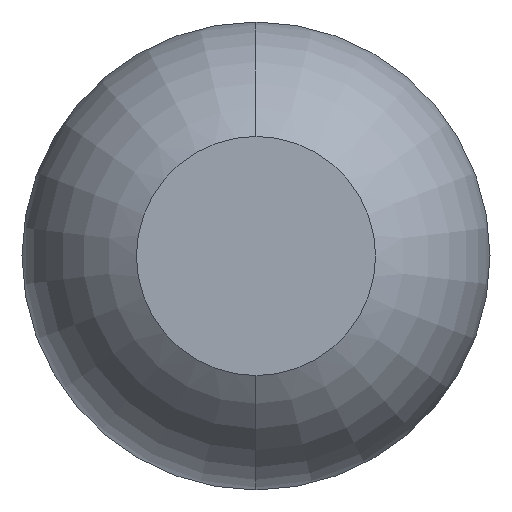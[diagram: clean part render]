
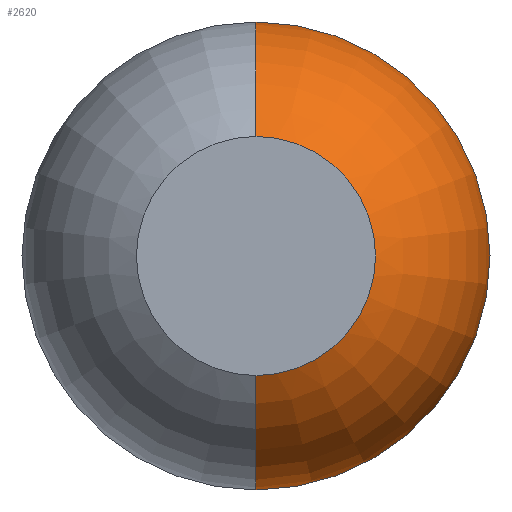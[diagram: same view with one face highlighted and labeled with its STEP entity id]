
A CAD part, front view. The second image highlights one B-rep face of the part: STEP entity #2620.
In plain terms, the highlighted toroidal (fillet/blend) face has major radius 0.035 mm and minor radius 0.65 mm.
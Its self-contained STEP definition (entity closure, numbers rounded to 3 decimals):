
#98 = AXIS2_PLACEMENT_3D ( 'NONE', #1809, #3432, #5105 ) ;
#223 = CIRCLE ( 'NONE', #3243, 0.65 ) ;
#265 = CARTESIAN_POINT ( 'NONE',  ( 0., -25., 0.35 ) ) ;
#342 = ORIENTED_EDGE ( 'NONE', *, *, #2477, .T. ) ;
#351 = CARTESIAN_POINT ( 'NONE',  ( 0., -24.431, 0.685 ) ) ;
#360 = VERTEX_POINT ( 'NONE', #351 ) ;
#655 = CARTESIAN_POINT ( 'NONE',  ( 0., -24.431, 0.035 ) ) ;
#677 = ORIENTED_EDGE ( 'NONE', *, *, #1548, .T. ) ;
#679 = DIRECTION ( 'NONE',  ( -1., 0., 0. ) ) ;
#808 = DIRECTION ( 'NONE',  ( 0., 0., -1. ) ) ;
#826 = VERTEX_POINT ( 'NONE', #1116 ) ;
#916 = EDGE_CURVE ( 'Defeature ausgef�hrt1_31+Defeature ausgef�hrt1_28+Defeature ausgef�hrt1_28+Defeature ausgef�hrt1_28', #934, #2548, #4340, .T. ) ;
#934 = VERTEX_POINT ( 'NONE', #4537 ) ;
#1116 = CARTESIAN_POINT ( 'NONE',  ( 0., -24.431, -0.685 ) ) ;
#1168 = EDGE_LOOP ( 'NONE', ( #342, #677, #3035, #2726 ) ) ;
#1183 = EDGE_CURVE ( 'NONE', #826, #934, #3116, .T. ) ;
#1333 = CIRCLE ( 'NONE', #5209, 0.685 ) ;
#1548 = EDGE_CURVE ( 'NONE', #360, #2548, #223, .T. ) ;
#1809 = CARTESIAN_POINT ( 'NONE',  ( 0., -24.431, 0. ) ) ;
#1910 = DIRECTION ( 'NONE',  ( 0., 0., -1. ) ) ;
#1919 = CARTESIAN_POINT ( 'NONE',  ( 0., -24.431, -0.035 ) ) ;
#2477 = EDGE_CURVE ( 'Defeature ausgef�hrt1_28+Defeature ausgef�hrt1_29+Defeature ausgef�hrt1_29+Defeature ausgef�hrt1_29', #826, #360, #1333, .T. ) ;
#2548 = VERTEX_POINT ( 'NONE', #265 ) ;
#2566 = AXIS2_PLACEMENT_3D ( 'NONE', #5337, #5358, #808 ) ;
#2620 = ADVANCED_FACE ( 'Defeature ausgef�hrt1_28', ( #2735 ), #3434, .T. ) ;
#2669 = DIRECTION ( 'NONE',  ( 1., 0., 0. ) ) ;
#2680 = AXIS2_PLACEMENT_3D ( 'NONE', #1919, #679, #3624 ) ;
#2726 = ORIENTED_EDGE ( 'NONE', *, *, #1183, .F. ) ;
#2735 = FACE_OUTER_BOUND ( 'NONE', #1168, .T. ) ;
#2939 = DIRECTION ( 'NONE',  ( 0., -1., 0. ) ) ;
#3035 = ORIENTED_EDGE ( 'NONE', *, *, #916, .F. ) ;
#3116 = CIRCLE ( 'NONE', #2680, 0.65 ) ;
#3243 = AXIS2_PLACEMENT_3D ( 'NONE', #655, #2669, #1910 ) ;
#3432 = DIRECTION ( 'NONE',  ( 0., -1., 0. ) ) ;
#3434 = TOROIDAL_SURFACE ( 'NONE', #98, 0.035, 0.65 ) ;
#3624 = DIRECTION ( 'NONE',  ( 0., 0., 1. ) ) ;
#4185 = CARTESIAN_POINT ( 'NONE',  ( 0., -24.431, 0. ) ) ;
#4340 = CIRCLE ( 'NONE', #2566, 0.35 ) ;
#4537 = CARTESIAN_POINT ( 'NONE',  ( 0., -25., -0.35 ) ) ;
#4615 = DIRECTION ( 'NONE',  ( 0., 0., -1. ) ) ;
#5105 = DIRECTION ( 'NONE',  ( 0., 0., -1. ) ) ;
#5209 = AXIS2_PLACEMENT_3D ( 'NONE', #4185, #2939, #4615 ) ;
#5337 = CARTESIAN_POINT ( 'NONE',  ( 0., -25., 0. ) ) ;
#5358 = DIRECTION ( 'NONE',  ( 0., -1., 0. ) ) ;
